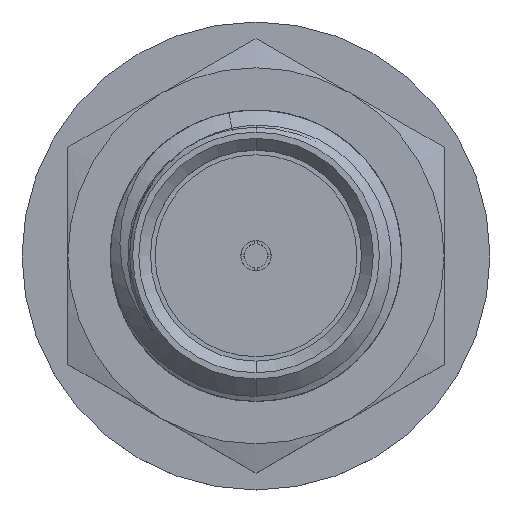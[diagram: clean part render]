
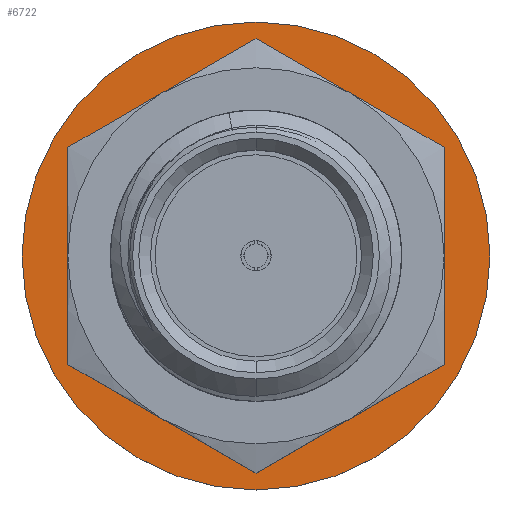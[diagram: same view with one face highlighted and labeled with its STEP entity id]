
A CAD part, top view. The second image highlights one B-rep face of the part: STEP entity #6722.
In plain terms, the highlighted planar face has unit normal (0, 0, 1).
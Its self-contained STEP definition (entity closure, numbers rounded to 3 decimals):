
#2075=CARTESIAN_POINT('',(0.,0.,-5.12));
#2076=DIRECTION('',(0.,0.,1.));
#2077=DIRECTION('',(0.,1.,0.));
#2078=AXIS2_PLACEMENT_3D('',#2075,#2076,#2077);
#2080=CARTESIAN_POINT('',(0.,0.,-5.12));
#2081=DIRECTION('',(0.,0.,-1.));
#2082=DIRECTION('',(0.,1.,0.));
#2083=AXIS2_PLACEMENT_3D('',#2080,#2081,#2082);
#2085=CARTESIAN_POINT('',(0.,0.,-5.12));
#2086=DIRECTION('',(0.,0.,-1.));
#2087=DIRECTION('',(1.,0.,0.));
#2088=AXIS2_PLACEMENT_3D('',#2085,#2086,#2087);
#2090=CARTESIAN_POINT('',(0.,0.,-5.12));
#2091=DIRECTION('',(0.,0.,-1.));
#2092=DIRECTION('',(-0.5,-0.866,0.));
#2093=AXIS2_PLACEMENT_3D('',#2090,#2091,#2092);
#2095=CARTESIAN_POINT('',(0.,0.,-5.12));
#2096=DIRECTION('',(0.,0.,-1.));
#2097=DIRECTION('',(0.5,-0.866,0.));
#2098=AXIS2_PLACEMENT_3D('',#2095,#2096,#2097);
#2100=CARTESIAN_POINT('',(4.1,0.,-5.12));
#2144=CARTESIAN_POINT('',(0.,0.,-5.12));
#2145=DIRECTION('',(0.,0.,1.));
#2146=DIRECTION('',(1.,0.,0.));
#2147=AXIS2_PLACEMENT_3D('',#2144,#2145,#2146);
#2149=CARTESIAN_POINT('',(0.,0.,-5.12));
#2150=DIRECTION('',(0.,0.,1.));
#2151=DIRECTION('',(0.5,0.866,0.));
#2152=AXIS2_PLACEMENT_3D('',#2149,#2150,#2151);
#2154=CARTESIAN_POINT('',(0.,0.,-5.12));
#2155=DIRECTION('',(0.,0.,1.));
#2156=DIRECTION('',(-0.5,0.866,0.));
#2157=AXIS2_PLACEMENT_3D('',#2154,#2155,#2156);
#2167=CARTESIAN_POINT('',(2.05,3.551,-5.12));
#2211=CARTESIAN_POINT('',(-2.05,3.551,-5.12));
#2255=CARTESIAN_POINT('',(-4.1,0.,-5.12));
#2299=CARTESIAN_POINT('',(-2.05,-3.551,-5.12));
#2343=CARTESIAN_POINT('',(2.05,-3.551,-5.12));
#4209=CARTESIAN_POINT('',(0.,5.1,-5.12));
#4211=VERTEX_POINT('',#4209);
#4213=CARTESIAN_POINT('',(0.,-5.1,-5.12));
#4215=VERTEX_POINT('',#4213);
#4235=VERTEX_POINT('',#2100);
#4240=VERTEX_POINT('',#2167);
#4243=VERTEX_POINT('',#2211);
#4246=VERTEX_POINT('',#2255);
#4249=VERTEX_POINT('',#2299);
#4252=VERTEX_POINT('',#2343);
#6699=CARTESIAN_POINT('',(0.,0.,-5.12));
#6700=DIRECTION('',(0.,0.,1.));
#6701=DIRECTION('',(-1.,0.,0.));
#6702=AXIS2_PLACEMENT_3D('',#6699,#6700,#6701);
#6703=PLANE('',#6702);
#6704=ORIENTED_EDGE('',*,*,#6678,.F.);
#6705=ORIENTED_EDGE('',*,*,#6694,.T.);
#6706=EDGE_LOOP('',(#6704,#6705));
#6707=FACE_OUTER_BOUND('',#6706,.F.);
#6709=ORIENTED_EDGE('',*,*,#6708,.F.);
#6711=ORIENTED_EDGE('',*,*,#6710,.T.);
#6713=ORIENTED_EDGE('',*,*,#6712,.T.);
#6715=ORIENTED_EDGE('',*,*,#6714,.T.);
#6717=ORIENTED_EDGE('',*,*,#6716,.F.);
#6719=ORIENTED_EDGE('',*,*,#6718,.F.);
#6720=EDGE_LOOP('',(#6709,#6711,#6713,#6715,#6717,#6719));
#6721=FACE_BOUND('',#6720,.F.);
#2079=CIRCLE('',#2078,5.1);
#2084=CIRCLE('',#2083,5.1);
#2089=CIRCLE('',#2088,4.1);
#2094=CIRCLE('',#2093,4.1);
#2099=CIRCLE('',#2098,4.1);
#2148=CIRCLE('',#2147,4.1);
#2153=CIRCLE('',#2152,4.1);
#2158=CIRCLE('',#2157,4.1);
#6678=EDGE_CURVE('',#4211,#4215,#2079,.T.);
#6694=EDGE_CURVE('',#4211,#4215,#2084,.T.);
#6708=EDGE_CURVE('',#4235,#4252,#2089,.T.);
#6710=EDGE_CURVE('',#4235,#4240,#2148,.T.);
#6712=EDGE_CURVE('',#4240,#4243,#2153,.T.);
#6714=EDGE_CURVE('',#4243,#4246,#2158,.T.);
#6716=EDGE_CURVE('',#4249,#4246,#2094,.T.);
#6718=EDGE_CURVE('',#4252,#4249,#2099,.T.);
#6722=ADVANCED_FACE('',(#6707,#6721),#6703,.T.);
